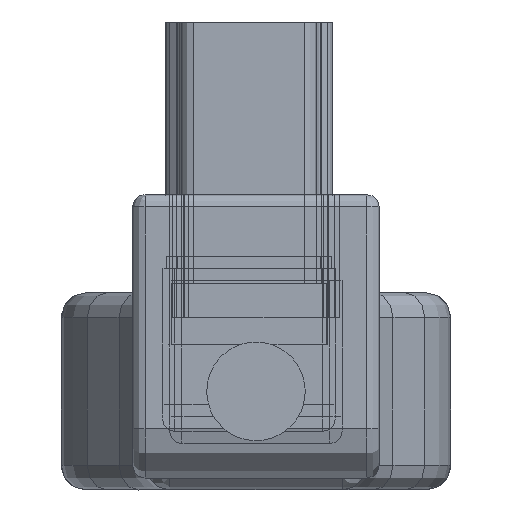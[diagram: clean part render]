
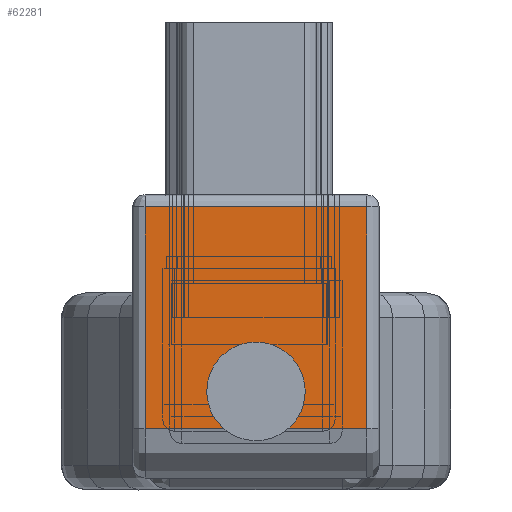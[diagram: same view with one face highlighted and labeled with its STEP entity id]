
A CAD part, front view. The second image highlights one B-rep face of the part: STEP entity #62281.
In plain terms, the highlighted face is planar.
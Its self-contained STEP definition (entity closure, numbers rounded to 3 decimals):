
#60300=DIRECTION('',(0.,0.,-1.));
#60301=VECTOR('',#60300,9.);
#60302=CARTESIAN_POINT('',(4.5,0.5,-0.5));
#60303=LINE('',#60302,#60301);
#60342=DIRECTION('',(-1.,0.,0.));
#60343=VECTOR('',#60342,9.);
#60344=CARTESIAN_POINT('',(4.5,0.5,-9.5));
#60345=LINE('',#60344,#60343);
#60354=DIRECTION('',(1.,0.,0.));
#60355=VECTOR('',#60354,9.);
#60356=CARTESIAN_POINT('',(-4.5,0.5,-0.5));
#60357=LINE('',#60356,#60355);
#60492=DIRECTION('',(0.,0.,1.));
#60493=VECTOR('',#60492,9.);
#60494=CARTESIAN_POINT('',(-4.5,0.5,-9.5));
#60495=LINE('',#60494,#60493);
#61561=CARTESIAN_POINT('',(4.5,0.5,-9.5));
#61562=VERTEX_POINT('',#61561);
#61563=CARTESIAN_POINT('',(4.5,0.5,-0.5));
#61564=VERTEX_POINT('',#61563);
#61565=CARTESIAN_POINT('',(-4.5,0.5,-9.5));
#61566=VERTEX_POINT('',#61565);
#61567=CARTESIAN_POINT('',(-4.5,0.5,-0.5));
#61568=VERTEX_POINT('',#61567);
#62268=CARTESIAN_POINT('',(5.,0.5,-9.5));
#62269=DIRECTION('',(0.,-1.,0.));
#62270=DIRECTION('',(0.,0.,-1.));
#62271=AXIS2_PLACEMENT_3D('',#62268,#62269,#62270);
#62272=PLANE('',#62271);
#62274=ORIENTED_EDGE('',*,*,#62273,.F.);
#62276=ORIENTED_EDGE('',*,*,#62275,.F.);
#62277=ORIENTED_EDGE('',*,*,#62259,.F.);
#62278=ORIENTED_EDGE('',*,*,#62211,.F.);
#62279=EDGE_LOOP('',(#62274,#62276,#62277,#62278));
#62280=FACE_OUTER_BOUND('',#62279,.F.);
#62211=EDGE_CURVE('',#61564,#61562,#60303,.T.);
#62259=EDGE_CURVE('',#61562,#61566,#60345,.T.);
#62273=EDGE_CURVE('',#61568,#61564,#60357,.T.);
#62275=EDGE_CURVE('',#61566,#61568,#60495,.T.);
#62281=ADVANCED_FACE('',(#62280),#62272,.F.);
